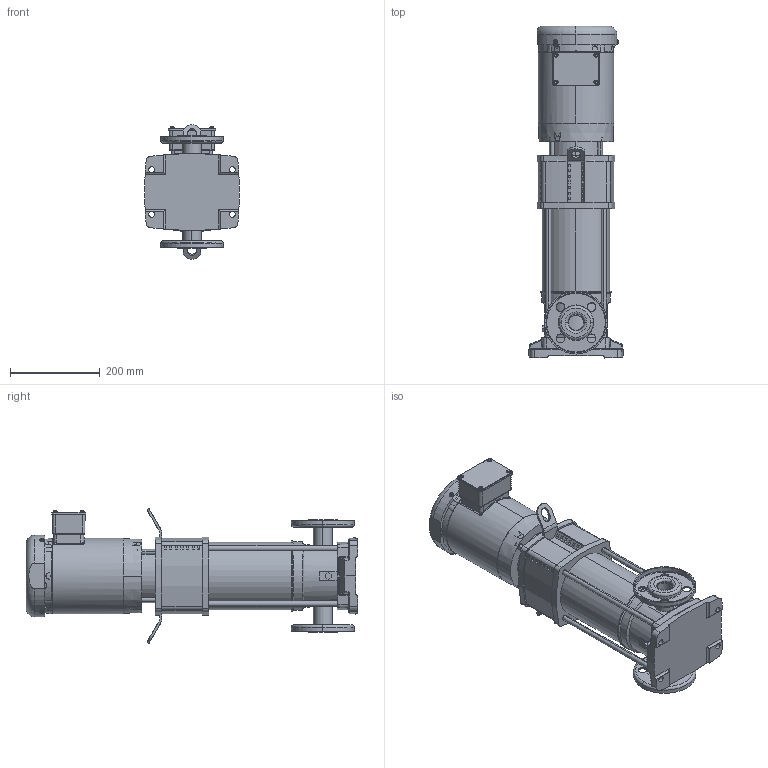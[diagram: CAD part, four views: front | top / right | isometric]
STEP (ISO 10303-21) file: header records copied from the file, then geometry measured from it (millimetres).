
FILE_DESCRIPTION (( 'STEP AP203' ), '1' );
FILE_NAME ('HELIX V20-05_208-230-460V.STEP', '2017-10-26T21:13:18', ( '' ), ( '' ), 'SwSTEP 2.0', 'SolidWorks 2017', '' );
FILE_SCHEMA (( 'CONFIG_CONTROL_DESIGN' ));
Length unit declared in the file: inch
Products named in the file (1): HELIX V20-05_208-230-460V
Bounding box: 211.48 x 740.57 x 300 mm (x, y, z)
Volume: 14388869.1 mm3; surface area: 880914.9 mm2
Topology: 8 solids, 9 shells, 1106 faces, 2824 edges, 1796 vertices
Faces by surface type: plane 559, cylinder 241, cone 137, torus 87, sphere 49, bspline 33
Entity records: 36864 total; most frequent: CARTESIAN_POINT 9601, DIRECTION 5782, ORIENTED_EDGE 5624, EDGE_CURVE 2812, AXIS2_PLACEMENT_3D 2177, VERTEX_POINT 1796, LINE 1428, VECTOR 1428
